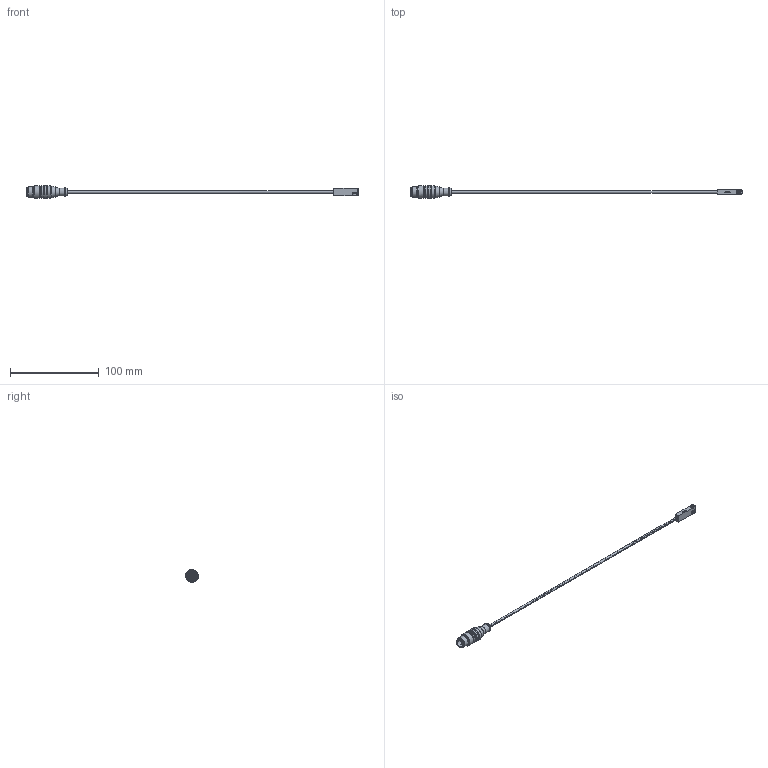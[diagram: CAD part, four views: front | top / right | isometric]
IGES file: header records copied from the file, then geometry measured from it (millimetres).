
Global section: file name: MZET 28 PSK-K-IBS; native system: Autodesk Inventor 2016; preprocessor: unknown; author: lck; organization: di-soric GmbH & Co. KG; date: 20160804.071411; units: millimetre
Bounding box: 374.75 x 14.5 x 14.5 mm (x, y, z)
Volume: 7529.3 mm3; surface area: 9285.8 mm2
Topology: 1 solids, 4 shells, 162 faces, 382 edges, 253 vertices
Faces by surface type: bspline 162
